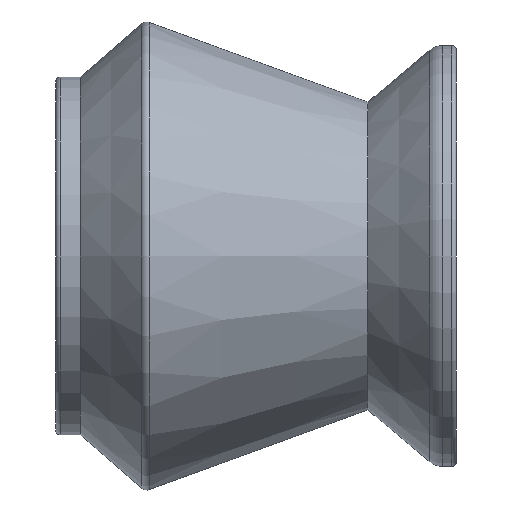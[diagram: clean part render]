
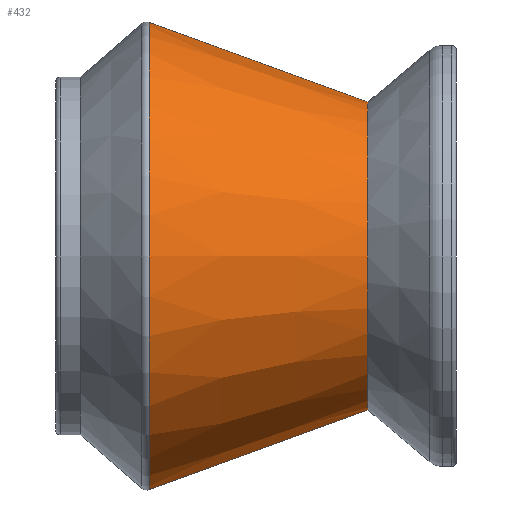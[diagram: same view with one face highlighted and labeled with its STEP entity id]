
A CAD part, front view. The second image highlights one B-rep face of the part: STEP entity #432.
In plain terms, the highlighted conical face has half-angle 20 degrees and reference radius 36.986 mm.
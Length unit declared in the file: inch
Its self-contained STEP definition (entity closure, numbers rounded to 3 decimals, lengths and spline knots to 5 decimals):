
#20 = EDGE_LOOP ( 'NONE', ( #252, #144, #57, #44 ) ) ;
#26 = VERTEX_POINT ( 'NONE', #179 ) ;
#28 = VECTOR ( 'NONE', #416, 39.37008 ) ;
#44 = ORIENTED_EDGE ( 'NONE', *, *, #468, .T. ) ;
#57 = ORIENTED_EDGE ( 'NONE', *, *, #241, .T. ) ;
#67 = CARTESIAN_POINT ( 'NONE',  ( -0.6653, 1.226, 21.45615 ) ) ;
#98 = DIRECTION ( 'NONE',  ( 1., 0., 0. ) ) ;
#139 = VERTEX_POINT ( 'NONE', #296 ) ;
#140 = EDGE_CURVE ( 'NONE', #245, #26, #301, .T. ) ;
#144 = ORIENTED_EDGE ( 'NONE', *, *, #400, .F. ) ;
#166 = AXIS2_PLACEMENT_3D ( 'NONE', #274, #229, #349 ) ;
#179 = CARTESIAN_POINT ( 'NONE',  ( -0.6653, 1.226, 18.54385 ) ) ;
#195 = DIRECTION ( 'NONE',  ( -1., 0., 0. ) ) ;
#209 = CARTESIAN_POINT ( 'NONE',  ( -0.6653, 1.226, 20. ) ) ;
#229 = DIRECTION ( 'NONE',  ( 1., 0., 0. ) ) ;
#240 = CARTESIAN_POINT ( 'NONE',  ( -0.6653, 1.226, 20. ) ) ;
#241 = EDGE_CURVE ( 'NONE', #139, #259, #437, .T. ) ;
#245 = VERTEX_POINT ( 'NONE', #507 ) ;
#252 = ORIENTED_EDGE ( 'NONE', *, *, #140, .F. ) ;
#259 = VERTEX_POINT ( 'NONE', #67 ) ;
#274 = CARTESIAN_POINT ( 'NONE',  ( 0.6977, 1.226, 20. ) ) ;
#296 = CARTESIAN_POINT ( 'NONE',  ( 0.6977, 1.226, 20.96006 ) ) ;
#301 = LINE ( 'NONE', #518, #505 ) ;
#340 = CONICAL_SURFACE ( 'NONE', #604, 1.45615, 0.349 ) ;
#349 = DIRECTION ( 'NONE',  ( 0., 0., -1. ) ) ;
#380 = CARTESIAN_POINT ( 'NONE',  ( -0.6653, 1.226, 21.45615 ) ) ;
#396 = CIRCLE ( 'NONE', #166, 0.96006 ) ;
#400 = EDGE_CURVE ( 'NONE', #139, #245, #396, .T. ) ;
#416 = DIRECTION ( 'NONE',  ( -0.94, 0., 0.342 ) ) ;
#432 = ADVANCED_FACE ( 'NONE', ( #577 ), #340, .T. ) ;
#437 = LINE ( 'NONE', #380, #28 ) ;
#468 = EDGE_CURVE ( 'NONE', #259, #26, #571, .T. ) ;
#494 = DIRECTION ( 'NONE',  ( -0.94, 0., -0.342 ) ) ;
#505 = VECTOR ( 'NONE', #494, 39.37008 ) ;
#507 = CARTESIAN_POINT ( 'NONE',  ( 0.6977, 1.226, 19.03994 ) ) ;
#518 = CARTESIAN_POINT ( 'NONE',  ( -0.6653, 1.226, 18.54385 ) ) ;
#525 = DIRECTION ( 'NONE',  ( 0., 0., 1. ) ) ;
#571 = CIRCLE ( 'NONE', #629, 1.45615 ) ;
#577 = FACE_OUTER_BOUND ( 'NONE', #20, .T. ) ;
#601 = DIRECTION ( 'NONE',  ( 0., 0., -1. ) ) ;
#604 = AXIS2_PLACEMENT_3D ( 'NONE', #209, #195, #525 ) ;
#629 = AXIS2_PLACEMENT_3D ( 'NONE', #240, #98, #601 ) ;
